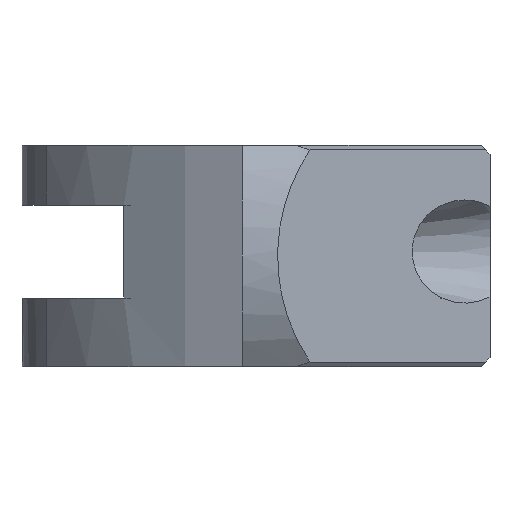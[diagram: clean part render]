
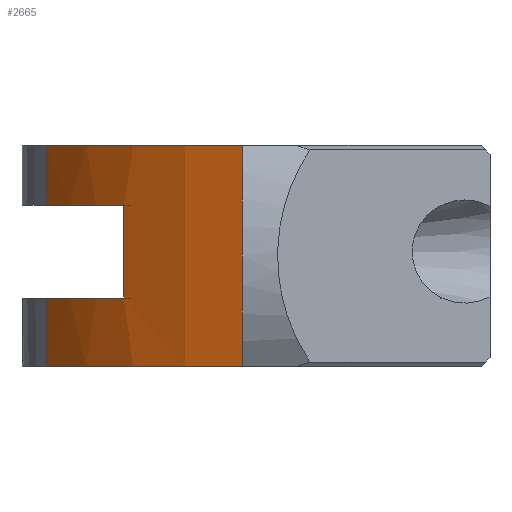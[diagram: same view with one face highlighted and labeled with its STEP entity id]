
A CAD part, front view. The second image highlights one B-rep face of the part: STEP entity #2665.
In plain terms, the highlighted cylindrical face has radius 23.123 mm (diameter 46.245 mm), a partial arc.
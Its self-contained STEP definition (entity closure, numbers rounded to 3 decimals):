
#295=FACE_OUTER_BOUND('',#446,.T.);
#446=EDGE_LOOP('',(#2329,#2330,#2331,#2332,#2333,#2334,#2335,#2336));
#655=LINE('',#4156,#954);
#673=LINE('',#4236,#972);
#733=LINE('',#4434,#1032);
#736=LINE('',#4441,#1035);
#954=VECTOR('',#3268,10.);
#972=VECTOR('',#3332,10.);
#1032=VECTOR('',#3472,10.);
#1035=VECTOR('',#3481,10.);
#1103=CIRCLE('',#2804,23.123);
#1107=CIRCLE('',#2810,23.123);
#1127=CIRCLE('',#2872,23.123);
#1128=CIRCLE('',#2873,23.123);
#1287=VERTEX_POINT('',#4146);
#1288=VERTEX_POINT('',#4148);
#1290=VERTEX_POINT('',#4155);
#1292=VERTEX_POINT('',#4161);
#1309=VERTEX_POINT('',#4234);
#1350=VERTEX_POINT('',#4432);
#1351=VERTEX_POINT('',#4433);
#1352=VERTEX_POINT('',#4439);
#1590=EDGE_CURVE('',#1288,#1287,#1103,.T.);
#1594=EDGE_CURVE('',#1290,#1288,#655,.T.);
#1597=EDGE_CURVE('',#1292,#1290,#1107,.T.);
#1626=EDGE_CURVE('',#1309,#1287,#673,.T.);
#1700=EDGE_CURVE('',#1350,#1351,#733,.T.);
#1703=EDGE_CURVE('',#1351,#1309,#1127,.T.);
#1704=EDGE_CURVE('',#1352,#1350,#1128,.T.);
#1705=EDGE_CURVE('',#1292,#1352,#736,.T.);
#2329=ORIENTED_EDGE('',*,*,#1597,.T.);
#2330=ORIENTED_EDGE('',*,*,#1594,.T.);
#2331=ORIENTED_EDGE('',*,*,#1590,.T.);
#2332=ORIENTED_EDGE('',*,*,#1626,.F.);
#2333=ORIENTED_EDGE('',*,*,#1703,.F.);
#2334=ORIENTED_EDGE('',*,*,#1700,.F.);
#2335=ORIENTED_EDGE('',*,*,#1704,.F.);
#2336=ORIENTED_EDGE('',*,*,#1705,.F.);
#2544=CYLINDRICAL_SURFACE('',#2871,23.123);
#2665=ADVANCED_FACE('',(#295),#2544,.T.);
#2804=AXIS2_PLACEMENT_3D('',#4149,#3259,#3260);
#2810=AXIS2_PLACEMENT_3D('',#4162,#3274,#3275);
#2871=AXIS2_PLACEMENT_3D('',#4437,#3475,#3476);
#2872=AXIS2_PLACEMENT_3D('',#4438,#3477,#3478);
#2873=AXIS2_PLACEMENT_3D('',#4440,#3479,#3480);
#3259=DIRECTION('center_axis',(0.,0.,-1.));
#3260=DIRECTION('ref_axis',(-0.804,-0.595,0.));
#3268=DIRECTION('',(0.,0.,-1.));
#3274=DIRECTION('center_axis',(0.,0.,1.));
#3275=DIRECTION('ref_axis',(-0.804,-0.595,0.));
#3332=DIRECTION('',(0.,0.,1.));
#3472=DIRECTION('',(0.,0.,-1.));
#3475=DIRECTION('center_axis',(0.,0.,1.));
#3476=DIRECTION('ref_axis',(-0.804,-0.595,0.));
#3477=DIRECTION('center_axis',(0.,0.,-1.));
#3478=DIRECTION('ref_axis',(-0.804,-0.595,0.));
#3479=DIRECTION('center_axis',(0.,0.,1.));
#3480=DIRECTION('ref_axis',(-0.804,-0.595,0.));
#3481=DIRECTION('',(0.,0.,1.));
#4146=CARTESIAN_POINT('',(-18.589,-13.751,-2.375));
#4148=CARTESIAN_POINT('',(-14.198,-18.25,-2.375));
#4149=CARTESIAN_POINT('Origin',(0.,0.,-2.375));
#4155=CARTESIAN_POINT('',(-14.198,-18.25,2.875));
#4156=CARTESIAN_POINT('',(-14.198,-18.25,0.));
#4161=CARTESIAN_POINT('',(-18.589,-13.751,2.875));
#4162=CARTESIAN_POINT('Origin',(0.,0.,2.875));
#4234=CARTESIAN_POINT('',(-18.589,-13.751,-6.25));
#4236=CARTESIAN_POINT('',(-18.589,-13.751,0.));
#4432=CARTESIAN_POINT('',(-4.179,-22.742,6.25));
#4433=CARTESIAN_POINT('',(-4.179,-22.742,-6.25));
#4434=CARTESIAN_POINT('',(-4.179,-22.742,0.));
#4437=CARTESIAN_POINT('Origin',(0.,0.,0.));
#4438=CARTESIAN_POINT('Origin',(0.,0.,-6.25));
#4439=CARTESIAN_POINT('',(-18.589,-13.751,6.25));
#4440=CARTESIAN_POINT('Origin',(0.,0.,6.25));
#4441=CARTESIAN_POINT('',(-18.589,-13.751,0.));
